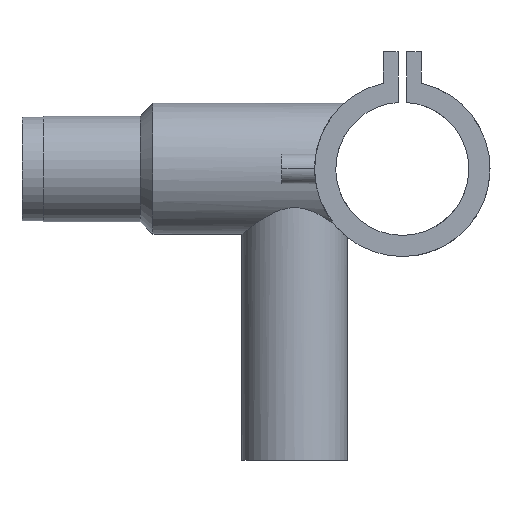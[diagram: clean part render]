
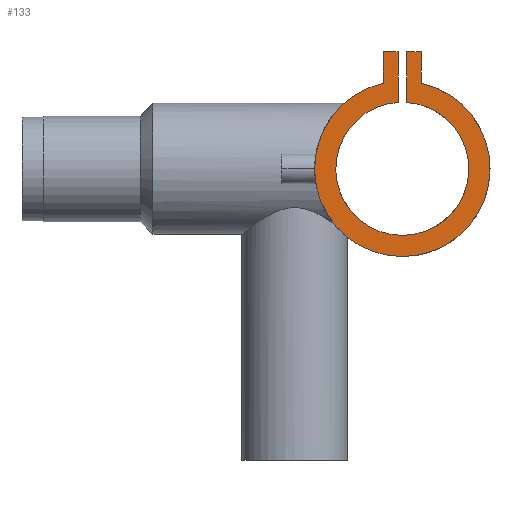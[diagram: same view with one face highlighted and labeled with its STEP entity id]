
A CAD part, left-side view. The second image highlights one B-rep face of the part: STEP entity #133.
In plain terms, the highlighted planar face has unit normal (-1, 0, 0).
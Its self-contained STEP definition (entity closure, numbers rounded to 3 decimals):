
#44 = VECTOR ( 'NONE', #994, 1000. ) ;
#64 = DIRECTION ( 'NONE',  ( 0., -1., 0. ) ) ;
#82 = CARTESIAN_POINT ( 'NONE',  ( -60., -9., 55.512 ) ) ;
#133 = ADVANCED_FACE ( 'NONE', ( #1505 ), #1504, .F. ) ;
#157 = DIRECTION ( 'NONE',  ( 0., -1., 0. ) ) ;
#176 = DIRECTION ( 'NONE',  ( 0., 0., 1. ) ) ;
#231 = VECTOR ( 'NONE', #176, 1000. ) ;
#234 = DIRECTION ( 'NONE',  ( 0., 0., -1. ) ) ;
#240 = CARTESIAN_POINT ( 'NONE',  ( -60., 2., 55.512 ) ) ;
#241 = LINE ( 'NONE', #240, #758 ) ;
#292 = EDGE_CURVE ( 'NONE', #2200, #2167, #1768, .T. ) ;
#410 = CARTESIAN_POINT ( 'NONE',  ( -60., 2., 31.436 ) ) ;
#457 = CARTESIAN_POINT ( 'NONE',  ( -60., 9., 40.512 ) ) ;
#480 = VECTOR ( 'NONE', #157, 1000. ) ;
#551 = CARTESIAN_POINT ( 'NONE',  ( -60., -2., 55.512 ) ) ;
#758 = VECTOR ( 'NONE', #234, 1000. ) ;
#828 = EDGE_CURVE ( 'NONE', #2190, #2263, #1312, .T. ) ;
#835 = DIRECTION ( 'NONE',  ( 0., 0., 1. ) ) ;
#836 = CARTESIAN_POINT ( 'NONE',  ( -60., -2., 31.436 ) ) ;
#837 = CARTESIAN_POINT ( 'NONE',  ( -60., 9., 55.512 ) ) ;
#838 = LINE ( 'NONE', #837, #1260 ) ;
#845 = DIRECTION ( 'NONE',  ( 0., 0., -1. ) ) ;
#848 = DIRECTION ( 'NONE',  ( 1., 0., 0. ) ) ;
#850 = CARTESIAN_POINT ( 'NONE',  ( -60., 0., 0. ) ) ;
#867 = EDGE_CURVE ( 'NONE', #2263, #2207, #838, .T. ) ;
#949 = VECTOR ( 'NONE', #64, 1000. ) ;
#994 = DIRECTION ( 'NONE',  ( 0., 0., -1. ) ) ;
#1188 = LINE ( 'NONE', #2071, #949 ) ;
#1260 = VECTOR ( 'NONE', #835, 1000. ) ;
#1267 = AXIS2_PLACEMENT_3D ( 'NONE', #850, #848, #845 ) ;
#1273 = DIRECTION ( 'NONE',  ( 0., 0., -1. ) ) ;
#1274 = DIRECTION ( 'NONE',  ( -1., 0., 0. ) ) ;
#1276 = CARTESIAN_POINT ( 'NONE',  ( -60., 0., 0. ) ) ;
#1278 = LINE ( 'NONE', #2154, #480 ) ;
#1296 = LINE ( 'NONE', #2173, #231 ) ;
#1312 = CIRCLE ( 'NONE', #1267, 41.5 ) ;
#1493 = DIRECTION ( 'NONE',  ( 0., 0., -1. ) ) ;
#1499 = DIRECTION ( 'NONE',  ( 1., 0., 0. ) ) ;
#1500 = CARTESIAN_POINT ( 'NONE',  ( -60., 0., 0. ) ) ;
#1504 = PLANE ( 'NONE',  #1868 ) ;
#1505 = FACE_OUTER_BOUND ( 'NONE', #2359, .T. ) ;
#1522 = EDGE_CURVE ( 'NONE', #2124, #2200, #241, .T. ) ;
#1731 = AXIS2_PLACEMENT_3D ( 'NONE', #1276, #1274, #1273 ) ;
#1755 = VERTEX_POINT ( 'NONE', #551 ) ;
#1768 = CIRCLE ( 'NONE', #1731, 31.5 ) ;
#1851 = EDGE_CURVE ( 'NONE', #2207, #2124, #1278, .T. ) ;
#1868 = AXIS2_PLACEMENT_3D ( 'NONE', #1500, #1499, #1493 ) ;
#1970 = CARTESIAN_POINT ( 'NONE',  ( -60., 9., 55.512 ) ) ;
#2071 = CARTESIAN_POINT ( 'NONE',  ( -60., -2., 55.512 ) ) ;
#2087 = LINE ( 'NONE', #82, #44 ) ;
#2124 = VERTEX_POINT ( 'NONE', #2530 ) ;
#2154 = CARTESIAN_POINT ( 'NONE',  ( -60., 9., 55.512 ) ) ;
#2167 = VERTEX_POINT ( 'NONE', #836 ) ;
#2173 = CARTESIAN_POINT ( 'NONE',  ( -60., -2., 55.512 ) ) ;
#2190 = VERTEX_POINT ( 'NONE', #2464 ) ;
#2200 = VERTEX_POINT ( 'NONE', #410 ) ;
#2201 = EDGE_CURVE ( 'NONE', #2167, #1755, #1296, .T. ) ;
#2207 = VERTEX_POINT ( 'NONE', #1970 ) ;
#2263 = VERTEX_POINT ( 'NONE', #457 ) ;
#2283 = VERTEX_POINT ( 'NONE', #2417 ) ;
#2328 = EDGE_CURVE ( 'NONE', #2283, #2190, #2087, .T. ) ;
#2334 = ORIENTED_EDGE ( 'NONE', *, *, #867, .F. ) ;
#2336 = ORIENTED_EDGE ( 'NONE', *, *, #1851, .F. ) ;
#2339 = ORIENTED_EDGE ( 'NONE', *, *, #1522, .F. ) ;
#2340 = ORIENTED_EDGE ( 'NONE', *, *, #292, .F. ) ;
#2350 = ORIENTED_EDGE ( 'NONE', *, *, #2201, .F. ) ;
#2353 = ORIENTED_EDGE ( 'NONE', *, *, #2491, .F. ) ;
#2359 = EDGE_LOOP ( 'NONE', ( #2372, #2361, #2353, #2350, #2340, #2339, #2336, #2334 ) ) ;
#2361 = ORIENTED_EDGE ( 'NONE', *, *, #2328, .F. ) ;
#2372 = ORIENTED_EDGE ( 'NONE', *, *, #828, .F. ) ;
#2417 = CARTESIAN_POINT ( 'NONE',  ( -60., -9., 55.512 ) ) ;
#2464 = CARTESIAN_POINT ( 'NONE',  ( -60., -9., 40.512 ) ) ;
#2491 = EDGE_CURVE ( 'NONE', #1755, #2283, #1188, .T. ) ;
#2530 = CARTESIAN_POINT ( 'NONE',  ( -60., 2., 55.512 ) ) ;
